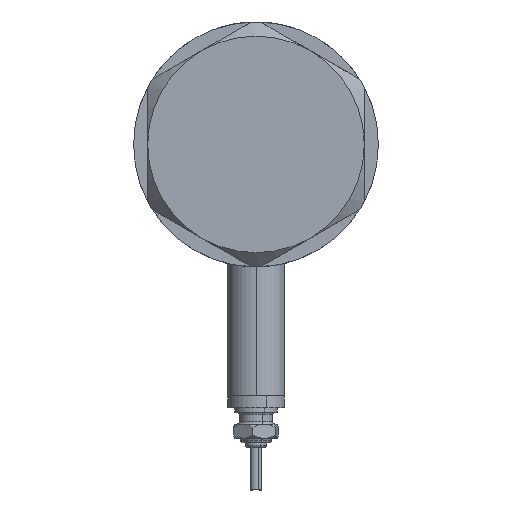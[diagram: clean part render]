
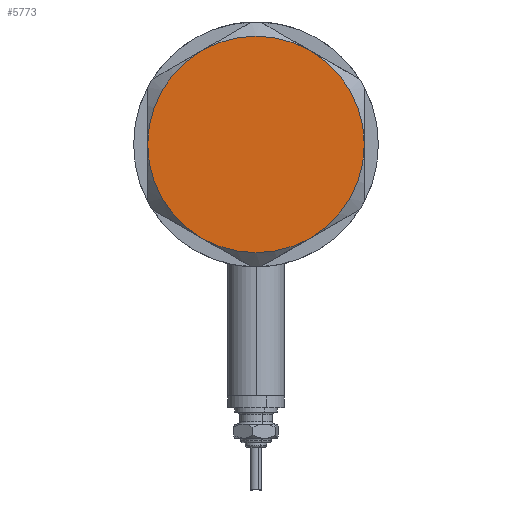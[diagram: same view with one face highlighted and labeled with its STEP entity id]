
A CAD part, left-side view. The second image highlights one B-rep face of the part: STEP entity #5773.
In plain terms, the highlighted face is planar.
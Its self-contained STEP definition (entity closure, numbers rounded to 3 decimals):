
#27 = CARTESIAN_POINT ( 'NONE',  ( 0., 0., 9. ) ) ;
#29 = CARTESIAN_POINT ( 'NONE',  ( 0., 0., 9. ) ) ;
#53 = DIRECTION ( 'NONE',  ( 1., 0., 0. ) ) ;
#228 = DIRECTION ( 'NONE',  ( 1., 0., 0. ) ) ;
#535 = ORIENTED_EDGE ( 'NONE', *, *, #3680, .T. ) ;
#674 = CIRCLE ( 'NONE', #4370, 23. ) ;
#840 = CARTESIAN_POINT ( 'NONE',  ( 23., 0., 9. ) ) ;
#858 = DIRECTION ( 'NONE',  ( 0., 0., 1. ) ) ;
#887 = CIRCLE ( 'NONE', #4183, 23. ) ;
#907 = EDGE_CURVE ( 'NONE', #4099, #2155, #674, .T. ) ;
#931 = VERTEX_POINT ( 'NONE', #2630 ) ;
#1067 = CARTESIAN_POINT ( 'NONE',  ( -11.5, 19.919, 9. ) ) ;
#1100 = AXIS2_PLACEMENT_3D ( 'NONE', #2731, #5224, #3787 ) ;
#1224 = DIRECTION ( 'NONE',  ( 1., 0., 0. ) ) ;
#1253 = CARTESIAN_POINT ( 'NONE',  ( 11.5, 19.919, 9. ) ) ;
#1466 = EDGE_LOOP ( 'NONE', ( #1929, #1741, #535, #1863, #5335, #2423 ) ) ;
#1525 = PLANE ( 'NONE',  #3381 ) ;
#1741 = ORIENTED_EDGE ( 'NONE', *, *, #907, .T. ) ;
#1863 = ORIENTED_EDGE ( 'NONE', *, *, #5122, .T. ) ;
#1929 = ORIENTED_EDGE ( 'NONE', *, *, #3524, .T. ) ;
#2043 = CIRCLE ( 'NONE', #2351, 23. ) ;
#2155 = VERTEX_POINT ( 'NONE', #1253 ) ;
#2191 = EDGE_CURVE ( 'NONE', #4146, #4137, #5195, .T. ) ;
#2275 = CARTESIAN_POINT ( 'NONE',  ( 0., 0., 9. ) ) ;
#2351 = AXIS2_PLACEMENT_3D ( 'NONE', #29, #4447, #2913 ) ;
#2423 = ORIENTED_EDGE ( 'NONE', *, *, #4967, .T. ) ;
#2630 = CARTESIAN_POINT ( 'NONE',  ( 11.5, -19.919, 9. ) ) ;
#2731 = CARTESIAN_POINT ( 'NONE',  ( 0., 0., 9. ) ) ;
#2845 = CARTESIAN_POINT ( 'NONE',  ( -23., 0., 9. ) ) ;
#2848 = DIRECTION ( 'NONE',  ( 0., 0., 1. ) ) ;
#2913 = DIRECTION ( 'NONE',  ( 1., 0., 0. ) ) ;
#2922 = DIRECTION ( 'NONE',  ( 0., 0., 1. ) ) ;
#3114 = CARTESIAN_POINT ( 'NONE',  ( 0., 0., 9. ) ) ;
#3257 = CIRCLE ( 'NONE', #4785, 23. ) ;
#3381 = AXIS2_PLACEMENT_3D ( 'NONE', #27, #4992, #53 ) ;
#3490 = FACE_OUTER_BOUND ( 'NONE', #1466, .T. ) ;
#3524 = EDGE_CURVE ( 'NONE', #931, #4099, #3257, .T. ) ;
#3680 = EDGE_CURVE ( 'NONE', #2155, #6097, #887, .T. ) ;
#3787 = DIRECTION ( 'NONE',  ( 1., 0., 0. ) ) ;
#3928 = DIRECTION ( 'NONE',  ( 1., 0., 0. ) ) ;
#4099 = VERTEX_POINT ( 'NONE', #840 ) ;
#4137 = VERTEX_POINT ( 'NONE', #5835 ) ;
#4146 = VERTEX_POINT ( 'NONE', #2845 ) ;
#4183 = AXIS2_PLACEMENT_3D ( 'NONE', #2275, #4234, #228 ) ;
#4234 = DIRECTION ( 'NONE',  ( 0., 0., 1. ) ) ;
#4279 = CARTESIAN_POINT ( 'NONE',  ( 0., 0., 9. ) ) ;
#4335 = CARTESIAN_POINT ( 'NONE',  ( 0., 0., 9. ) ) ;
#4370 = AXIS2_PLACEMENT_3D ( 'NONE', #3114, #2848, #5462 ) ;
#4447 = DIRECTION ( 'NONE',  ( 0., 0., 1. ) ) ;
#4785 = AXIS2_PLACEMENT_3D ( 'NONE', #4335, #2922, #3928 ) ;
#4967 = EDGE_CURVE ( 'NONE', #4137, #931, #2043, .T. ) ;
#4992 = DIRECTION ( 'NONE',  ( 0., 0., 1. ) ) ;
#5122 = EDGE_CURVE ( 'NONE', #6097, #4146, #5626, .T. ) ;
#5195 = CIRCLE ( 'NONE', #1100, 23. ) ;
#5224 = DIRECTION ( 'NONE',  ( 0., 0., 1. ) ) ;
#5335 = ORIENTED_EDGE ( 'NONE', *, *, #2191, .T. ) ;
#5462 = DIRECTION ( 'NONE',  ( 1., 0., 0. ) ) ;
#5626 = CIRCLE ( 'NONE', #6013, 23. ) ;
#5773 = ADVANCED_FACE ( 'NONE', ( #3490 ), #1525, .T. ) ;
#5835 = CARTESIAN_POINT ( 'NONE',  ( -11.5, -19.919, 9. ) ) ;
#6013 = AXIS2_PLACEMENT_3D ( 'NONE', #4279, #858, #1224 ) ;
#6097 = VERTEX_POINT ( 'NONE', #1067 ) ;
